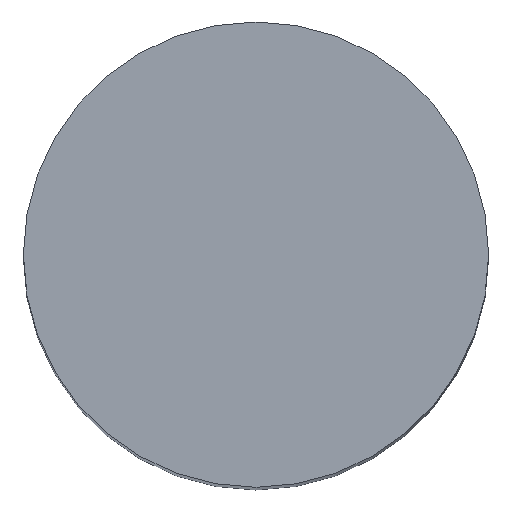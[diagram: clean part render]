
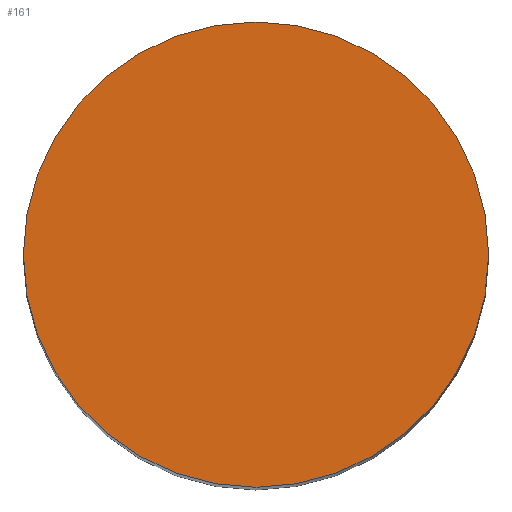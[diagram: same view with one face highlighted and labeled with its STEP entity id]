
A CAD part, top view. The second image highlights one B-rep face of the part: STEP entity #161.
In plain terms, the highlighted planar face has unit normal (0, 0, 1).
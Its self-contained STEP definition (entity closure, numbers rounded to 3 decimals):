
#37 = DIRECTION ( 'NONE',  ( 0., 0., 1. ) ) ;
#42 = EDGE_CURVE ( 'NONE', #386, #366, #243, .T. ) ;
#70 = AXIS2_PLACEMENT_3D ( 'NONE', #148, #360, #177 ) ;
#110 = AXIS2_PLACEMENT_3D ( 'NONE', #250, #277, #186 ) ;
#122 = EDGE_CURVE ( 'NONE', #366, #386, #367, .T. ) ;
#148 = CARTESIAN_POINT ( 'NONE',  ( 0., 0., 50. ) ) ;
#149 = AXIS2_PLACEMENT_3D ( 'NONE', #220, #37, #156 ) ;
#156 = DIRECTION ( 'NONE',  ( 1., 0., 0. ) ) ;
#161 = ADVANCED_FACE ( 'NONE', ( #278 ), #347, .T. ) ;
#177 = DIRECTION ( 'NONE',  ( 1., 0., 0. ) ) ;
#186 = DIRECTION ( 'NONE',  ( 1., 0., 0. ) ) ;
#198 = ORIENTED_EDGE ( 'NONE', *, *, #42, .T. ) ;
#201 = CARTESIAN_POINT ( 'NONE',  ( 7.5, 0., 50. ) ) ;
#220 = CARTESIAN_POINT ( 'NONE',  ( 0., 0., 50. ) ) ;
#243 = CIRCLE ( 'NONE', #70, 7.5 ) ;
#250 = CARTESIAN_POINT ( 'NONE',  ( 0., 0., 50. ) ) ;
#261 = EDGE_LOOP ( 'NONE', ( #351, #198 ) ) ;
#277 = DIRECTION ( 'NONE',  ( 0., 0., 1. ) ) ;
#278 = FACE_OUTER_BOUND ( 'NONE', #261, .T. ) ;
#347 = PLANE ( 'NONE',  #110 ) ;
#351 = ORIENTED_EDGE ( 'NONE', *, *, #122, .T. ) ;
#360 = DIRECTION ( 'NONE',  ( 0., 0., 1. ) ) ;
#366 = VERTEX_POINT ( 'NONE', #377 ) ;
#367 = CIRCLE ( 'NONE', #149, 7.5 ) ;
#377 = CARTESIAN_POINT ( 'NONE',  ( -7.5, 0., 50. ) ) ;
#386 = VERTEX_POINT ( 'NONE', #201 ) ;
